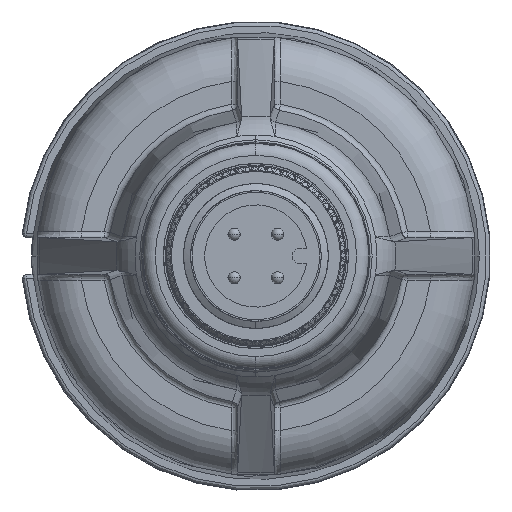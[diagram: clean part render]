
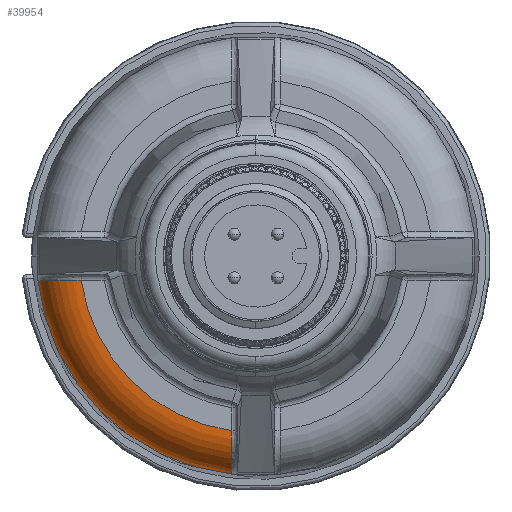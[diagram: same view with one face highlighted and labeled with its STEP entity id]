
A CAD part, left-side view. The second image highlights one B-rep face of the part: STEP entity #39954.
In plain terms, the highlighted toroidal (fillet/blend) face has major radius 14.311 mm and minor radius 3.5 mm.
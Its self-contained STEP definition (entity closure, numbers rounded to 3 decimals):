
#1260=CARTESIAN_POINT('',(-167.161,0.,0.));
#1261=DIRECTION('',(-1.,0.,0.));
#1262=DIRECTION('',(0.,0.994,-0.113));
#1263=AXIS2_PLACEMENT_3D('',#1260,#1261,#1262);
#2017=CARTESIAN_POINT('',(-167.161,17.697,
-2.004));
#2018=CARTESIAN_POINT('',(-167.218,17.696,
-2.003));
#2019=CARTESIAN_POINT('',(-167.33,17.692,
-2.));
#2020=CARTESIAN_POINT('',(-167.499,17.677,
-1.997));
#2021=CARTESIAN_POINT('',(-167.667,17.653,
-1.994));
#2022=CARTESIAN_POINT('',(-167.833,17.622,
-1.992));
#2023=CARTESIAN_POINT('',(-167.998,17.583,
-1.989));
#2024=CARTESIAN_POINT('',(-168.161,17.535,
-1.986));
#2025=CARTESIAN_POINT('',(-168.321,17.48,
-1.984));
#2026=CARTESIAN_POINT('',(-168.478,17.417,
-1.982));
#2027=CARTESIAN_POINT('',(-168.632,17.346,
-1.98));
#2028=CARTESIAN_POINT('',(-168.783,17.268,
-1.978));
#2029=CARTESIAN_POINT('',(-168.93,17.183,
-1.976));
#2030=CARTESIAN_POINT('',(-169.072,17.09,
-1.974));
#2031=CARTESIAN_POINT('',(-169.21,16.991,
-1.973));
#2032=CARTESIAN_POINT('',(-169.343,16.885,
-1.972));
#2033=CARTESIAN_POINT('',(-169.47,16.772,
-1.971));
#2034=CARTESIAN_POINT('',(-169.593,16.653,
-1.97));
#2035=CARTESIAN_POINT('',(-169.709,16.529,
-1.97));
#2036=CARTESIAN_POINT('',(-169.819,16.399,
-1.969));
#2037=CARTESIAN_POINT('',(-169.923,16.263,
-1.969));
#2038=CARTESIAN_POINT('',(-170.02,16.123,
-1.969));
#2039=CARTESIAN_POINT('',(-170.11,15.978,
-1.97));
#2040=CARTESIAN_POINT('',(-170.194,15.828,
-1.971));
#2041=CARTESIAN_POINT('',(-170.27,15.675,
-1.971));
#2042=CARTESIAN_POINT('',(-170.338,15.517,
-1.973));
#2043=CARTESIAN_POINT('',(-170.399,15.357,
-1.974));
#2044=CARTESIAN_POINT('',(-170.452,15.193,
-1.976));
#2045=CARTESIAN_POINT('',(-170.498,15.027,
-1.978));
#2046=CARTESIAN_POINT('',(-170.535,14.859,
-1.98));
#2047=CARTESIAN_POINT('',(-170.564,14.688,
-1.982));
#2048=CARTESIAN_POINT('',(-170.585,14.517,
-1.985));
#2049=CARTESIAN_POINT('',(-170.597,14.344,
-1.988));
#2050=CARTESIAN_POINT('',(-170.6,14.229,
-1.99));
#2051=CARTESIAN_POINT('',(-170.6,14.171,-1.991));
#2053=CARTESIAN_POINT('',(-170.6,1.991,-14.171));
#2054=CARTESIAN_POINT('',(-170.6,1.99,
-14.229));
#2055=CARTESIAN_POINT('',(-170.597,1.988,
-14.344));
#2056=CARTESIAN_POINT('',(-170.585,1.985,
-14.517));
#2057=CARTESIAN_POINT('',(-170.564,1.982,
-14.689));
#2058=CARTESIAN_POINT('',(-170.535,1.98,
-14.859));
#2059=CARTESIAN_POINT('',(-170.498,1.978,
-15.027));
#2060=CARTESIAN_POINT('',(-170.452,1.976,
-15.193));
#2061=CARTESIAN_POINT('',(-170.399,1.974,
-15.357));
#2062=CARTESIAN_POINT('',(-170.338,1.973,
-15.518));
#2063=CARTESIAN_POINT('',(-170.27,1.971,
-15.675));
#2064=CARTESIAN_POINT('',(-170.194,1.971,
-15.828));
#2065=CARTESIAN_POINT('',(-170.11,1.97,
-15.978));
#2066=CARTESIAN_POINT('',(-170.02,1.969,
-16.123));
#2067=CARTESIAN_POINT('',(-169.923,1.969,
-16.263));
#2068=CARTESIAN_POINT('',(-169.819,1.969,
-16.399));
#2069=CARTESIAN_POINT('',(-169.709,1.97,
-16.529));
#2070=CARTESIAN_POINT('',(-169.593,1.97,
-16.653));
#2071=CARTESIAN_POINT('',(-169.47,1.971,
-16.772));
#2072=CARTESIAN_POINT('',(-169.343,1.972,
-16.885));
#2073=CARTESIAN_POINT('',(-169.21,1.973,
-16.991));
#2074=CARTESIAN_POINT('',(-169.072,1.974,
-17.09));
#2075=CARTESIAN_POINT('',(-168.93,1.976,
-17.182));
#2076=CARTESIAN_POINT('',(-168.783,1.978,
-17.268));
#2077=CARTESIAN_POINT('',(-168.633,1.98,
-17.346));
#2078=CARTESIAN_POINT('',(-168.479,1.982,
-17.417));
#2079=CARTESIAN_POINT('',(-168.321,1.984,
-17.48));
#2080=CARTESIAN_POINT('',(-168.161,1.986,
-17.535));
#2081=CARTESIAN_POINT('',(-167.998,1.989,
-17.583));
#2082=CARTESIAN_POINT('',(-167.834,1.992,
-17.622));
#2083=CARTESIAN_POINT('',(-167.667,1.994,
-17.653));
#2084=CARTESIAN_POINT('',(-167.499,1.997,
-17.677));
#2085=CARTESIAN_POINT('',(-167.33,2.,
-17.692));
#2086=CARTESIAN_POINT('',(-167.218,2.003,
-17.696));
#2087=CARTESIAN_POINT('',(-167.161,2.004,
-17.697));
#2234=CARTESIAN_POINT('',(-170.6,0.,0.));
#2235=DIRECTION('',(-1.,0.,0.));
#2236=DIRECTION('',(0.,0.99,-0.139));
#2237=AXIS2_PLACEMENT_3D('',#2234,#2235,#2236);
#34717=CARTESIAN_POINT('',(-170.6,14.171,-1.991));
#34718=VERTEX_POINT('',#34717);
#34744=CARTESIAN_POINT('',(-167.161,17.697,
-2.004));
#34745=CARTESIAN_POINT('',(-167.161,2.004,
-17.697));
#34746=VERTEX_POINT('',#34744);
#34747=VERTEX_POINT('',#34745);
#34748=CARTESIAN_POINT('',(-170.6,1.991,-14.171));
#34749=VERTEX_POINT('',#34748);
#39941=CARTESIAN_POINT('',(-167.1,0.,0.));
#39942=DIRECTION('',(-1.,0.,0.));
#39943=DIRECTION('',(0.,-0.04,0.999));
#39944=AXIS2_PLACEMENT_3D('',#39941,#39942,#39943);
#39945=TOROIDAL_SURFACE('',#39944,14.311,3.5);
#39946=ORIENTED_EDGE('',*,*,#39112,.F.);
#39948=ORIENTED_EDGE('',*,*,#39947,.T.);
#39950=ORIENTED_EDGE('',*,*,#39949,.T.);
#39951=ORIENTED_EDGE('',*,*,#39932,.T.);
#39952=EDGE_LOOP('',(#39946,#39948,#39950,#39951));
#39953=FACE_OUTER_BOUND('',#39952,.F.);
#39954=ADVANCED_FACE('',(#39953),#39945,.T.);
#1264=CIRCLE('',#1263,17.81);
#2052=B_SPLINE_CURVE_WITH_KNOTS('',3,(#2017,#2018,#2019,#2020,#2021,#2022,#2023,
#2024,#2025,#2026,#2027,#2028,#2029,#2030,#2031,#2032,#2033,#2034,#2035,#2036,
#2037,#2038,#2039,#2040,#2041,#2042,#2043,#2044,#2045,#2046,#2047,#2048,#2049,
#2050,#2051),.UNSPECIFIED.,.F.,.F.,(4,1,1,1,1,1,1,1,1,1,1,1,1,1,1,1,1,1,1,1,1,1,
1,1,1,1,1,1,1,1,1,1,4),(0.,0.031,0.063,0.094,0.125,0.156,
0.188,0.219,0.25,0.281,0.313,0.344,0.375,0.406,
0.438,0.469,0.5,0.531,0.563,0.594,0.625,0.656,
0.688,0.719,0.75,0.781,0.813,0.844,0.875,0.906,
0.938,0.969,1.),.UNSPECIFIED.);
#2088=B_SPLINE_CURVE_WITH_KNOTS('',3,(#2053,#2054,#2055,#2056,#2057,#2058,#2059,
#2060,#2061,#2062,#2063,#2064,#2065,#2066,#2067,#2068,#2069,#2070,#2071,#2072,
#2073,#2074,#2075,#2076,#2077,#2078,#2079,#2080,#2081,#2082,#2083,#2084,#2085,
#2086,#2087),.UNSPECIFIED.,.F.,.F.,(4,1,1,1,1,1,1,1,1,1,1,1,1,1,1,1,1,1,1,1,1,1,
1,1,1,1,1,1,1,1,1,1,4),(0.,0.031,0.063,0.094,0.125,0.156,
0.188,0.219,0.25,0.281,0.313,0.344,0.375,0.406,
0.438,0.469,0.5,0.531,0.563,0.594,0.625,0.656,
0.688,0.719,0.75,0.781,0.813,0.844,0.875,0.906,
0.938,0.969,1.),.UNSPECIFIED.);
#2238=CIRCLE('',#2237,14.311);
#39112=EDGE_CURVE('',#34746,#34747,#1264,.T.);
#39932=EDGE_CURVE('',#34749,#34747,#2088,.T.);
#39947=EDGE_CURVE('',#34746,#34718,#2052,.T.);
#39949=EDGE_CURVE('',#34718,#34749,#2238,.T.);
